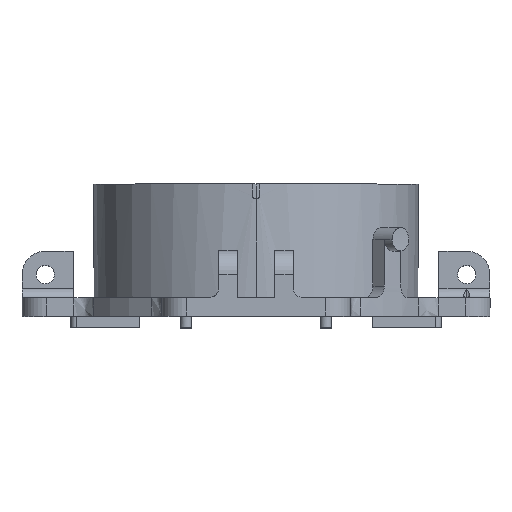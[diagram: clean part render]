
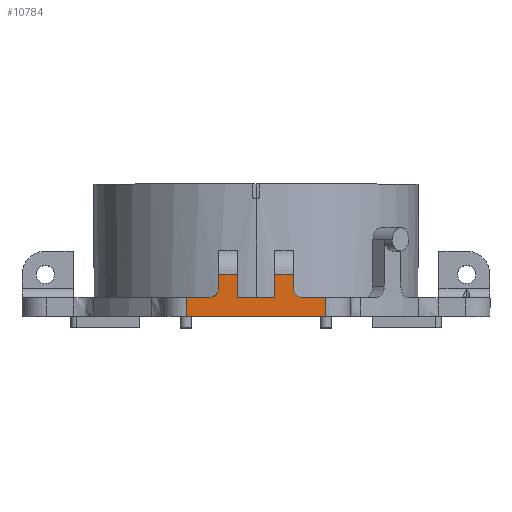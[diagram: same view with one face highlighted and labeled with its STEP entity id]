
A CAD part, top view. The second image highlights one B-rep face of the part: STEP entity #10784.
In plain terms, the highlighted planar face has unit normal (0, 0, 1).
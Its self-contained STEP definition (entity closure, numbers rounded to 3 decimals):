
#3 = EDGE_CURVE ( 'NONE', #6629, #9267, #9180, .T. ) ;
#49 = ORIENTED_EDGE ( 'NONE', *, *, #6983, .T. ) ;
#235 = ORIENTED_EDGE ( 'NONE', *, *, #1719, .T. ) ;
#425 = DIRECTION ( 'NONE',  ( -1., 0., 0. ) ) ;
#443 = DIRECTION ( 'NONE',  ( -1., 0., 0. ) ) ;
#654 = CARTESIAN_POINT ( 'NONE',  ( 9.525, -1.524, 31.857 ) ) ;
#687 = CARTESIAN_POINT ( 'NONE',  ( 6.35, 2.286, 31.857 ) ) ;
#820 = CARTESIAN_POINT ( 'NONE',  ( 0., 1.016, 31.857 ) ) ;
#1112 = VECTOR ( 'NONE', #2590, 1000. ) ;
#1340 = VECTOR ( 'NONE', #8408, 1000. ) ;
#1444 = DIRECTION ( 'NONE',  ( 0., -1., 0. ) ) ;
#1516 = CARTESIAN_POINT ( 'NONE',  ( 9.525, 1.016, 31.857 ) ) ;
#1719 = EDGE_CURVE ( 'NONE', #5776, #3493, #8689, .T. ) ;
#1835 = CARTESIAN_POINT ( 'NONE',  ( -5.08, 2.286, 31.857 ) ) ;
#1870 = DIRECTION ( 'NONE',  ( -1., 0., 0. ) ) ;
#2051 = VERTEX_POINT ( 'NONE', #3179 ) ;
#2267 = CARTESIAN_POINT ( 'NONE',  ( 0., 4.191, 31.857 ) ) ;
#2292 = EDGE_LOOP ( 'NONE', ( #7280, #235, #3771, #4672, #5637, #4591, #10505, #4457, #49, #4788, #4987, #8676, #2992, #6841 ) ) ;
#2375 = CARTESIAN_POINT ( 'NONE',  ( -9.525, -1.524, 31.857 ) ) ;
#2461 = VECTOR ( 'NONE', #5932, 1000. ) ;
#2533 = CARTESIAN_POINT ( 'NONE',  ( -2.54, 4.191, 31.857 ) ) ;
#2557 = DIRECTION ( 'NONE',  ( 0., -1., 0. ) ) ;
#2569 = CARTESIAN_POINT ( 'NONE',  ( -6.35, 2.286, 31.857 ) ) ;
#2590 = DIRECTION ( 'NONE',  ( -1., 0., 0. ) ) ;
#2624 = VERTEX_POINT ( 'NONE', #2375 ) ;
#2652 = FACE_OUTER_BOUND ( 'NONE', #2292, .T. ) ;
#2992 = ORIENTED_EDGE ( 'NONE', *, *, #3, .T. ) ;
#3055 = LINE ( 'NONE', #6421, #3318 ) ;
#3079 = LINE ( 'NONE', #10369, #1112 ) ;
#3179 = CARTESIAN_POINT ( 'NONE',  ( 5.08, 2.286, 31.857 ) ) ;
#3268 = DIRECTION ( 'NONE',  ( 1., 0., 0. ) ) ;
#3318 = VECTOR ( 'NONE', #6566, 1000. ) ;
#3319 = CARTESIAN_POINT ( 'NONE',  ( 2.54, 7.366, 31.857 ) ) ;
#3330 = CIRCLE ( 'NONE', #7919, 1.27 ) ;
#3345 = LINE ( 'NONE', #7292, #10380 ) ;
#3416 = EDGE_CURVE ( 'NONE', #8827, #5348, #3345, .T. ) ;
#3450 = CARTESIAN_POINT ( 'NONE',  ( 5.08, 7.366, 31.857 ) ) ;
#3493 = VERTEX_POINT ( 'NONE', #3915 ) ;
#3603 = LINE ( 'NONE', #3319, #1340 ) ;
#3665 = EDGE_CURVE ( 'NONE', #6419, #6947, #3330, .T. ) ;
#3675 = CARTESIAN_POINT ( 'NONE',  ( 0., 4.191, 31.857 ) ) ;
#3771 = ORIENTED_EDGE ( 'NONE', *, *, #9939, .T. ) ;
#3915 = CARTESIAN_POINT ( 'NONE',  ( 2.54, 4.191, 31.857 ) ) ;
#4092 = CARTESIAN_POINT ( 'NONE',  ( -6.35, 1.016, 31.857 ) ) ;
#4138 = CARTESIAN_POINT ( 'NONE',  ( -9.525, 1.016, 31.857 ) ) ;
#4161 = VECTOR ( 'NONE', #10645, 1000. ) ;
#4250 = DIRECTION ( 'NONE',  ( 0., 0., -1. ) ) ;
#4258 = DIRECTION ( 'NONE',  ( 1., 0., 0. ) ) ;
#4302 = VECTOR ( 'NONE', #7922, 1000. ) ;
#4341 = CARTESIAN_POINT ( 'NONE',  ( 0., 28.114, 31.857 ) ) ;
#4394 = EDGE_CURVE ( 'NONE', #9267, #2051, #10136, .T. ) ;
#4457 = ORIENTED_EDGE ( 'NONE', *, *, #3665, .T. ) ;
#4466 = CARTESIAN_POINT ( 'NONE',  ( -5.08, 4.191, 31.857 ) ) ;
#4536 = DIRECTION ( 'NONE',  ( 0., 0., -1. ) ) ;
#4591 = ORIENTED_EDGE ( 'NONE', *, *, #10359, .T. ) ;
#4672 = ORIENTED_EDGE ( 'NONE', *, *, #3416, .T. ) ;
#4751 = LINE ( 'NONE', #820, #2461 ) ;
#4788 = ORIENTED_EDGE ( 'NONE', *, *, #9502, .T. ) ;
#4963 = VECTOR ( 'NONE', #1870, 1000. ) ;
#4987 = ORIENTED_EDGE ( 'NONE', *, *, #7705, .F. ) ;
#5344 = VECTOR ( 'NONE', #5638, 1000. ) ;
#5348 = VERTEX_POINT ( 'NONE', #6820 ) ;
#5577 = LINE ( 'NONE', #6514, #9772 ) ;
#5637 = ORIENTED_EDGE ( 'NONE', *, *, #6522, .F. ) ;
#5638 = DIRECTION ( 'NONE',  ( 0., -1., 0. ) ) ;
#5776 = VERTEX_POINT ( 'NONE', #6840 ) ;
#5932 = DIRECTION ( 'NONE',  ( -1., 0., 0. ) ) ;
#6063 = PLANE ( 'NONE',  #9268 ) ;
#6193 = DIRECTION ( 'NONE',  ( 1., 0., 0. ) ) ;
#6362 = VERTEX_POINT ( 'NONE', #2533 ) ;
#6419 = VERTEX_POINT ( 'NONE', #1835 ) ;
#6421 = CARTESIAN_POINT ( 'NONE',  ( -9.525, 28.114, 31.857 ) ) ;
#6514 = CARTESIAN_POINT ( 'NONE',  ( -2.54, 7.366, 31.857 ) ) ;
#6522 = EDGE_CURVE ( 'NONE', #6362, #5348, #5577, .T. ) ;
#6566 = DIRECTION ( 'NONE',  ( 0., -1., 0. ) ) ;
#6571 = LINE ( 'NONE', #7846, #4302 ) ;
#6629 = VERTEX_POINT ( 'NONE', #1516 ) ;
#6820 = CARTESIAN_POINT ( 'NONE',  ( -2.54, 1.016, 31.857 ) ) ;
#6840 = CARTESIAN_POINT ( 'NONE',  ( 5.08, 4.191, 31.857 ) ) ;
#6841 = ORIENTED_EDGE ( 'NONE', *, *, #4394, .T. ) ;
#6947 = VERTEX_POINT ( 'NONE', #4092 ) ;
#6983 = EDGE_CURVE ( 'NONE', #6947, #8102, #4751, .T. ) ;
#7091 = VECTOR ( 'NONE', #2557, 1000. ) ;
#7280 = ORIENTED_EDGE ( 'NONE', *, *, #8640, .F. ) ;
#7292 = CARTESIAN_POINT ( 'NONE',  ( 0., 1.016, 31.857 ) ) ;
#7375 = CARTESIAN_POINT ( 'NONE',  ( 2.54, 1.016, 31.857 ) ) ;
#7413 = VERTEX_POINT ( 'NONE', #654 ) ;
#7573 = LINE ( 'NONE', #10675, #5344 ) ;
#7705 = EDGE_CURVE ( 'NONE', #7413, #2624, #3079, .T. ) ;
#7846 = CARTESIAN_POINT ( 'NONE',  ( 9.525, 28.114, 31.857 ) ) ;
#7919 = AXIS2_PLACEMENT_3D ( 'NONE', #2569, #4250, #3268 ) ;
#7922 = DIRECTION ( 'NONE',  ( 0., -1., 0. ) ) ;
#8102 = VERTEX_POINT ( 'NONE', #4138 ) ;
#8227 = VECTOR ( 'NONE', #443, 1000. ) ;
#8408 = DIRECTION ( 'NONE',  ( 0., -1., 0. ) ) ;
#8413 = EDGE_CURVE ( 'NONE', #6629, #7413, #6571, .T. ) ;
#8634 = DIRECTION ( 'NONE',  ( 0., 0., 1. ) ) ;
#8640 = EDGE_CURVE ( 'NONE', #5776, #2051, #8801, .T. ) ;
#8676 = ORIENTED_EDGE ( 'NONE', *, *, #8413, .F. ) ;
#8689 = LINE ( 'NONE', #2267, #4161 ) ;
#8801 = LINE ( 'NONE', #3450, #7091 ) ;
#8827 = VERTEX_POINT ( 'NONE', #7375 ) ;
#9180 = LINE ( 'NONE', #9498, #4963 ) ;
#9267 = VERTEX_POINT ( 'NONE', #10576 ) ;
#9268 = AXIS2_PLACEMENT_3D ( 'NONE', #4341, #8634, #4258 ) ;
#9384 = AXIS2_PLACEMENT_3D ( 'NONE', #687, #4536, #6193 ) ;
#9468 = EDGE_CURVE ( 'NONE', #10194, #6419, #7573, .T. ) ;
#9498 = CARTESIAN_POINT ( 'NONE',  ( 0., 1.016, 31.857 ) ) ;
#9502 = EDGE_CURVE ( 'NONE', #8102, #2624, #3055, .T. ) ;
#9680 = LINE ( 'NONE', #3675, #8227 ) ;
#9772 = VECTOR ( 'NONE', #1444, 1000. ) ;
#9939 = EDGE_CURVE ( 'NONE', #3493, #8827, #3603, .T. ) ;
#10136 = CIRCLE ( 'NONE', #9384, 1.27 ) ;
#10194 = VERTEX_POINT ( 'NONE', #4466 ) ;
#10359 = EDGE_CURVE ( 'NONE', #6362, #10194, #9680, .T. ) ;
#10369 = CARTESIAN_POINT ( 'NONE',  ( 0., -1.524, 31.857 ) ) ;
#10380 = VECTOR ( 'NONE', #425, 1000. ) ;
#10505 = ORIENTED_EDGE ( 'NONE', *, *, #9468, .T. ) ;
#10576 = CARTESIAN_POINT ( 'NONE',  ( 6.35, 1.016, 31.857 ) ) ;
#10645 = DIRECTION ( 'NONE',  ( -1., 0., 0. ) ) ;
#10675 = CARTESIAN_POINT ( 'NONE',  ( -5.08, 7.366, 31.857 ) ) ;
#10784 = ADVANCED_FACE ( 'NONE', ( #2652 ), #6063, .T. ) ;
